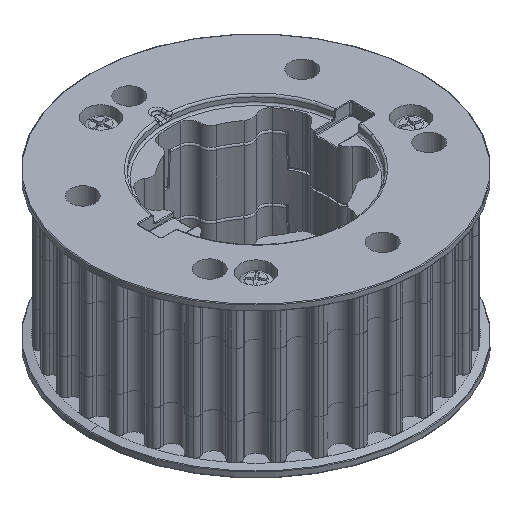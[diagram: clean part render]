
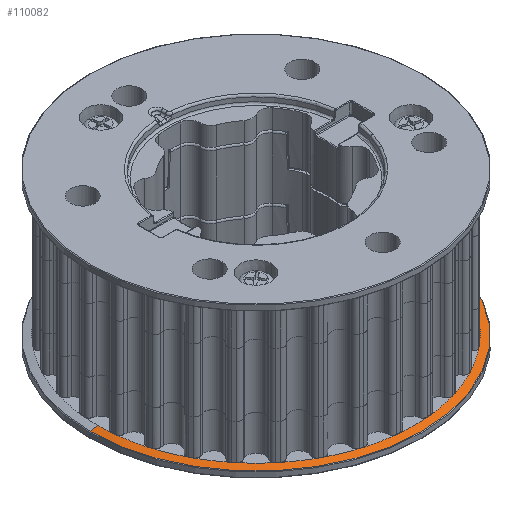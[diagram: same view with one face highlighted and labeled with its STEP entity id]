
A CAD part, isometric view. The second image highlights one B-rep face of the part: STEP entity #110082.
In plain terms, the highlighted conical face has half-angle 75 degrees and reference radius 31.782 mm.
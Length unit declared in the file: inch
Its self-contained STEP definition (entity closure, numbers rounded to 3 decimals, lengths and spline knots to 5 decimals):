
#3320 = AXIS2_PLACEMENT_3D ( 'NONE', #39929, #56074, #39370 ) ;
#4841 = CARTESIAN_POINT ( 'NONE',  ( -1.30753, 0., 0.12446 ) ) ;
#5926 = DIRECTION ( 'NONE',  ( 0., 0., 1. ) ) ;
#10184 = AXIS2_PLACEMENT_3D ( 'NONE', #17817, #42570, #44289 ) ;
#14344 = VERTEX_POINT ( 'NONE', #66295 ) ;
#15414 = VERTEX_POINT ( 'NONE', #94239 ) ;
#17817 = CARTESIAN_POINT ( 'NONE',  ( 0., 0., 0.12446 ) ) ;
#18378 = LINE ( 'NONE', #62662, #37445 ) ;
#22037 = FACE_OUTER_BOUND ( 'NONE', #48598, .T. ) ;
#23093 = ORIENTED_EDGE ( 'NONE', *, *, #79330, .T. ) ;
#28652 = VERTEX_POINT ( 'NONE', #4841 ) ;
#31222 = DIRECTION ( 'NONE',  ( 1., 0., 0. ) ) ;
#31979 = ORIENTED_EDGE ( 'NONE', *, *, #67226, .F. ) ;
#37445 = VECTOR ( 'NONE', #80450, 39.37008 ) ;
#39370 = DIRECTION ( 'NONE',  ( -1., 0., 0. ) ) ;
#39929 = CARTESIAN_POINT ( 'NONE',  ( 0., 0., 0.10937 ) ) ;
#42570 = DIRECTION ( 'NONE',  ( 0., 0., -1. ) ) ;
#44289 = DIRECTION ( 'NONE',  ( -1., 0., 0. ) ) ;
#44372 = CARTESIAN_POINT ( 'NONE',  ( -1.25124, 0., 0.10937 ) ) ;
#44554 = CONICAL_SURFACE ( 'NONE', #101402, 1.25124, 1.309 ) ;
#48598 = EDGE_LOOP ( 'NONE', ( #82071, #31979, #103597, #23093 ) ) ;
#56074 = DIRECTION ( 'NONE',  ( 0., 0., -1. ) ) ;
#59769 = CIRCLE ( 'NONE', #10184, 1.30753 ) ;
#62662 = CARTESIAN_POINT ( 'NONE',  ( 1.25124, 0., 0.10937 ) ) ;
#66295 = CARTESIAN_POINT ( 'NONE',  ( -1.25124, 0., 0.10937 ) ) ;
#67226 = EDGE_CURVE ( 'NONE', #15414, #14344, #85874, .T. ) ;
#72032 = EDGE_CURVE ( 'NONE', #14344, #28652, #90188, .T. ) ;
#74604 = CARTESIAN_POINT ( 'NONE',  ( 1.30753, 0., 0.12446 ) ) ;
#77169 = EDGE_CURVE ( 'NONE', #15414, #102474, #18378, .T. ) ;
#79330 = EDGE_CURVE ( 'NONE', #102474, #28652, #59769, .T. ) ;
#80450 = DIRECTION ( 'NONE',  ( 0.966, 0., 0.259 ) ) ;
#82071 = ORIENTED_EDGE ( 'NONE', *, *, #72032, .F. ) ;
#85874 = CIRCLE ( 'NONE', #3320, 1.25124 ) ;
#88261 = VECTOR ( 'NONE', #95538, 39.37008 ) ;
#90188 = LINE ( 'NONE', #44372, #88261 ) ;
#94239 = CARTESIAN_POINT ( 'NONE',  ( 1.25124, 0., 0.10937 ) ) ;
#95538 = DIRECTION ( 'NONE',  ( -0.966, 0., 0.259 ) ) ;
#101402 = AXIS2_PLACEMENT_3D ( 'NONE', #109934, #5926, #31222 ) ;
#102474 = VERTEX_POINT ( 'NONE', #74604 ) ;
#103597 = ORIENTED_EDGE ( 'NONE', *, *, #77169, .T. ) ;
#109934 = CARTESIAN_POINT ( 'NONE',  ( 0., 0., 0.10937 ) ) ;
#110082 = ADVANCED_FACE ( 'NONE', ( #22037 ), #44554, .T. ) ;
